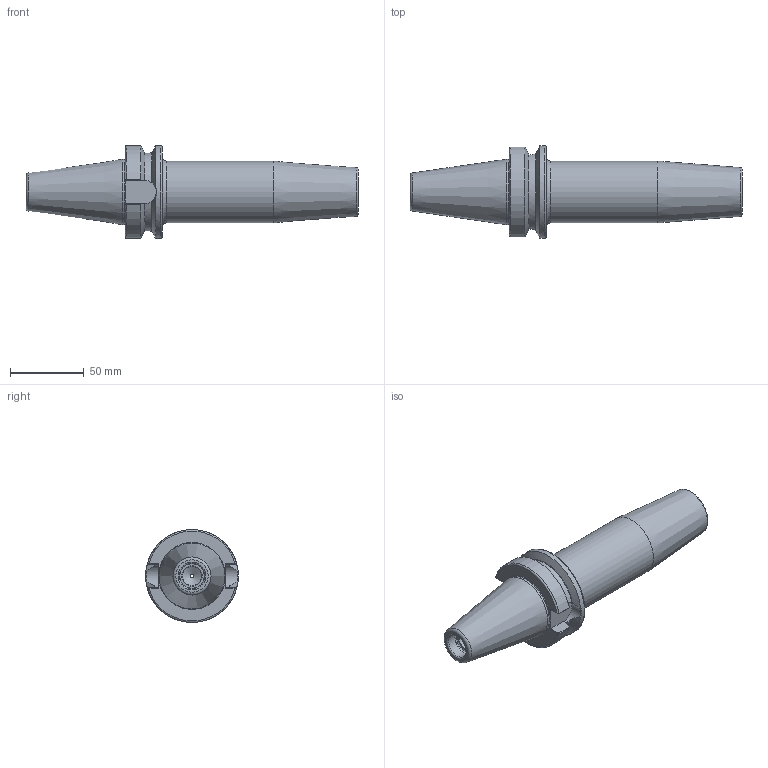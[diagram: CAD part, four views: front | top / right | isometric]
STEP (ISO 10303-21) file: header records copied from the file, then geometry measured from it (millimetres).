
FILE_DESCRIPTION(/* description */ (''),/* implementation_level */ '2;1');
FILE_NAME(/* name */ 'BT40-SD075-160.stp',/* time_stamp */ '2019-06-21T14:56:20-05:00',/* author */ ('ldfli'),/* organization */ (''),/* preprocessor_version */ 'ST-DEVELOPER v18',/* originating_system */ 'Autodesk Inventor LT',/* authorisation */ '');
FILE_SCHEMA (('AUTOMOTIVE_DESIGN { 1 0 10303 214 3 1 1 }'));
Length unit declared in the file: millimetre
Products named in the file (1): BT40-SD075-160
Bounding box: 225.4 x 63 x 63 mm (x, y, z)
Volume: 265047.8 mm3; surface area: 44539.8 mm2
Topology: 1 solids, 1 shells, 76 faces, 217 edges, 148 vertices
Faces by surface type: plane 27, cylinder 16, torus 13, cone 10, bspline 10
Full cylindrical faces by diameter (mm): 10.106 x1, 13 x1, 13.835 x1, 17 x1, 17.5 x1, 19.05 x1, 20 x1, 42 x1, 44.45 x1, 63 x1
Entity records: 3099 total; most frequent: CARTESIAN_POINT 1109, ORIENTED_EDGE 434, DIRECTION 390, EDGE_CURVE 217, AXIS2_PLACEMENT_3D 161, VERTEX_POINT 148, CIRCLE 94, EDGE_LOOP 83
